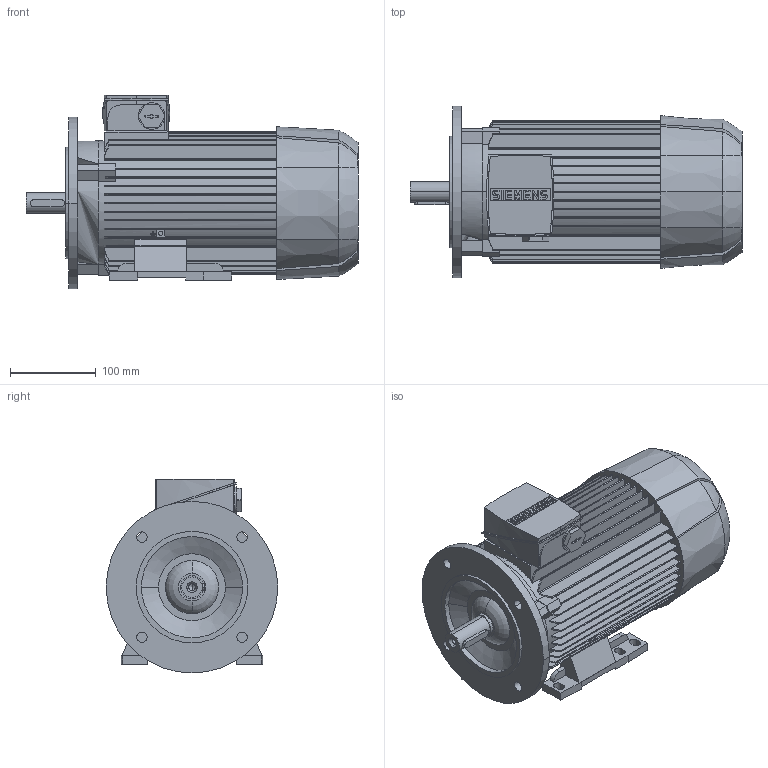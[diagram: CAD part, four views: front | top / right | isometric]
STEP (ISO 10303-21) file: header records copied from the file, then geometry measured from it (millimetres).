
FILE_DESCRIPTION(('STEP AP214'),'1');
FILE_NAME('cctmp_0A3DED47-7ECC-4F19-AEBD-9C679AFD4E6B_2023_06_26_14_37_15_0922..stp','2023-06-26T12:37:16',('SIEMENS A&D'),('CADClick - www.CADClick.com'),'Spatial InterOp 3D',' ','unknown authorization');
FILE_SCHEMA(('AUTOMOTIVE_DESIGN'));
Length unit declared in the file: millimetre
Products named in the file (1): 2023_06_26_14_37_15_0922
Bounding box: 387 x 200 x 226 mm (x, y, z)
Volume: 6913467.8 mm3; surface area: 510486.6 mm2
Topology: 1 solids, 1 shells, 682 faces, 1942 edges, 1277 vertices
Faces by surface type: plane 431, cylinder 177, torus 56, cone 18
Entity records: 28807 total; most frequent: CARTESIAN_POINT 5305, ORIENTED_EDGE 3856, DIRECTION 3742, EDGE_CURVE 1928, VERTEX_POINT 1277, AXIS2_PLACEMENT_3D 1265, LINE 1212, VECTOR 1212
